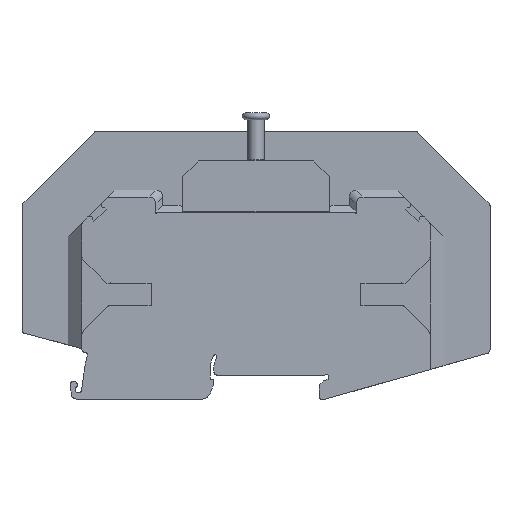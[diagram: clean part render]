
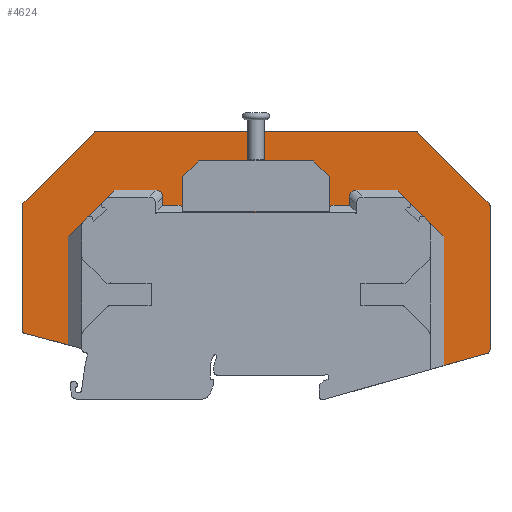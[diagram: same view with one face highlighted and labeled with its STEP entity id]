
A CAD part, front view. The second image highlights one B-rep face of the part: STEP entity #4624.
In plain terms, the highlighted planar face has unit normal (0, -1, 0).
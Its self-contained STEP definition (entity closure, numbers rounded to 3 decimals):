
#24=ELLIPSE('',#4921,4.936,2.85);
#25=ELLIPSE('',#4928,4.936,2.85);
#144=LINE('',#6476,#472);
#168=LINE('',#6543,#496);
#210=LINE('',#6657,#538);
#218=LINE('',#6671,#546);
#221=LINE('',#6677,#549);
#225=LINE('',#6685,#553);
#226=LINE('',#6687,#554);
#227=LINE('',#6691,#555);
#228=LINE('',#6693,#556);
#229=LINE('',#6696,#557);
#230=LINE('',#6700,#558);
#231=LINE('',#6704,#559);
#232=LINE('',#6708,#560);
#233=LINE('',#6712,#561);
#234=LINE('',#6716,#562);
#235=LINE('',#6717,#563);
#236=LINE('',#6719,#564);
#237=LINE('',#6723,#565);
#238=LINE('',#6725,#566);
#239=LINE('',#6727,#567);
#472=VECTOR('',#5424,1000.);
#496=VECTOR('',#5490,1000.);
#538=VECTOR('',#5610,1000.);
#546=VECTOR('',#5622,1000.);
#549=VECTOR('',#5627,1000.);
#553=VECTOR('',#5633,1000.);
#554=VECTOR('',#5636,1000.);
#555=VECTOR('',#5639,1000.);
#556=VECTOR('',#5640,1000.);
#557=VECTOR('',#5643,1000.);
#558=VECTOR('',#5646,1000.);
#559=VECTOR('',#5649,1000.);
#560=VECTOR('',#5652,1000.);
#561=VECTOR('',#5655,1000.);
#562=VECTOR('',#5658,1000.);
#563=VECTOR('',#5659,1000.);
#564=VECTOR('',#5660,1000.);
#565=VECTOR('',#5663,1000.);
#566=VECTOR('',#5664,1000.);
#567=VECTOR('',#5665,1000.);
#760=PLANE('',#4920);
#1266=ORIENTED_EDGE('',*,*,#2078,.T.);
#1267=ORIENTED_EDGE('',*,*,#2085,.F.);
#1268=ORIENTED_EDGE('',*,*,#2081,.T.);
#1269=ORIENTED_EDGE('',*,*,#2086,.F.);
#1270=ORIENTED_EDGE('',*,*,#2087,.T.);
#1271=ORIENTED_EDGE('',*,*,#2088,.T.);
#1272=ORIENTED_EDGE('',*,*,#2089,.F.);
#1273=ORIENTED_EDGE('',*,*,#1979,.T.);
#1274=ORIENTED_EDGE('',*,*,#2070,.T.);
#1275=ORIENTED_EDGE('',*,*,#2090,.F.);
#1276=ORIENTED_EDGE('',*,*,#2091,.F.);
#1277=ORIENTED_EDGE('',*,*,#2092,.F.);
#1278=ORIENTED_EDGE('',*,*,#2093,.F.);
#1279=ORIENTED_EDGE('',*,*,#2094,.F.);
#1280=ORIENTED_EDGE('',*,*,#2095,.T.);
#1281=ORIENTED_EDGE('',*,*,#2096,.F.);
#1282=ORIENTED_EDGE('',*,*,#2097,.F.);
#1283=ORIENTED_EDGE('',*,*,#2098,.F.);
#1284=ORIENTED_EDGE('',*,*,#2099,.T.);
#1285=ORIENTED_EDGE('',*,*,#2100,.F.);
#1286=ORIENTED_EDGE('',*,*,#2101,.F.);
#1287=ORIENTED_EDGE('',*,*,#2012,.T.);
#1288=ORIENTED_EDGE('',*,*,#2102,.F.);
#1289=ORIENTED_EDGE('',*,*,#2103,.T.);
#1290=ORIENTED_EDGE('',*,*,#2104,.T.);
#1291=ORIENTED_EDGE('',*,*,#2105,.T.);
#1292=ORIENTED_EDGE('',*,*,#2106,.T.);
#1293=ORIENTED_EDGE('',*,*,#2107,.F.);
#1979=EDGE_CURVE('',#2444,#2442,#144,.T.);
#2012=EDGE_CURVE('',#2466,#2465,#168,.T.);
#2070=EDGE_CURVE('',#2442,#2499,#210,.T.);
#2078=EDGE_CURVE('',#2503,#2502,#218,.T.);
#2081=EDGE_CURVE('',#2505,#2506,#221,.T.);
#2085=EDGE_CURVE('',#2505,#2502,#225,.T.);
#2086=EDGE_CURVE('',#2508,#2506,#226,.T.);
#2087=EDGE_CURVE('',#2508,#2509,#24,.T.);
#2088=EDGE_CURVE('',#2509,#2510,#227,.T.);
#2089=EDGE_CURVE('',#2444,#2510,#228,.T.);
#2090=EDGE_CURVE('',#2511,#2499,#2724,.T.);
#2091=EDGE_CURVE('',#2512,#2511,#229,.T.);
#2092=EDGE_CURVE('',#2513,#2512,#2725,.T.);
#2093=EDGE_CURVE('',#2514,#2513,#230,.T.);
#2094=EDGE_CURVE('',#2515,#2514,#2726,.T.);
#2095=EDGE_CURVE('',#2515,#2516,#231,.T.);
#2096=EDGE_CURVE('',#2517,#2516,#2727,.T.);
#2097=EDGE_CURVE('',#2518,#2517,#232,.T.);
#2098=EDGE_CURVE('',#2519,#2518,#2728,.T.);
#2099=EDGE_CURVE('',#2519,#2520,#233,.T.);
#2100=EDGE_CURVE('',#2521,#2520,#2729,.T.);
#2101=EDGE_CURVE('',#2466,#2521,#234,.T.);
#2102=EDGE_CURVE('',#2522,#2465,#235,.T.);
#2103=EDGE_CURVE('',#2522,#2523,#236,.T.);
#2104=EDGE_CURVE('',#2523,#2524,#25,.T.);
#2105=EDGE_CURVE('',#2524,#2525,#237,.T.);
#2106=EDGE_CURVE('',#2525,#2526,#238,.T.);
#2107=EDGE_CURVE('',#2503,#2526,#239,.T.);
#2442=VERTEX_POINT('',#6474);
#2444=VERTEX_POINT('',#6477);
#2465=VERTEX_POINT('',#6542);
#2466=VERTEX_POINT('',#6544);
#2499=VERTEX_POINT('',#6658);
#2502=VERTEX_POINT('',#6670);
#2503=VERTEX_POINT('',#6672);
#2505=VERTEX_POINT('',#6678);
#2506=VERTEX_POINT('',#6679);
#2508=VERTEX_POINT('',#6688);
#2509=VERTEX_POINT('',#6690);
#2510=VERTEX_POINT('',#6692);
#2511=VERTEX_POINT('',#6695);
#2512=VERTEX_POINT('',#6697);
#2513=VERTEX_POINT('',#6699);
#2514=VERTEX_POINT('',#6701);
#2515=VERTEX_POINT('',#6703);
#2516=VERTEX_POINT('',#6705);
#2517=VERTEX_POINT('',#6707);
#2518=VERTEX_POINT('',#6709);
#2519=VERTEX_POINT('',#6711);
#2520=VERTEX_POINT('',#6713);
#2521=VERTEX_POINT('',#6715);
#2522=VERTEX_POINT('',#6718);
#2523=VERTEX_POINT('',#6720);
#2524=VERTEX_POINT('',#6722);
#2525=VERTEX_POINT('',#6724);
#2526=VERTEX_POINT('',#6726);
#2724=CIRCLE('',#4922,1.);
#2725=CIRCLE('',#4923,1.);
#2726=CIRCLE('',#4924,1.);
#2727=CIRCLE('',#4925,1.);
#2728=CIRCLE('',#4926,1.);
#2729=CIRCLE('',#4927,1.);
#2877=EDGE_LOOP('',(#1266,#1267,#1268,#1269,#1270,#1271,#1272,#1273,#1274,
#1275,#1276,#1277,#1278,#1279,#1280,#1281,#1282,#1283,#1284,#1285,#1286,
#1287,#1288,#1289,#1290,#1291,#1292,#1293));
#3085=FACE_BOUND('',#2877,.T.);
#4624=ADVANCED_FACE('',(#3085),#760,.F.);
#4920=AXIS2_PLACEMENT_3D('',#6686,#5634,#5635);
#4921=AXIS2_PLACEMENT_3D('',#6689,#5637,#5638);
#4922=AXIS2_PLACEMENT_3D('',#6694,#5641,#5642);
#4923=AXIS2_PLACEMENT_3D('',#6698,#5644,#5645);
#4924=AXIS2_PLACEMENT_3D('',#6702,#5647,#5648);
#4925=AXIS2_PLACEMENT_3D('',#6706,#5650,#5651);
#4926=AXIS2_PLACEMENT_3D('',#6710,#5653,#5654);
#4927=AXIS2_PLACEMENT_3D('',#6714,#5656,#5657);
#4928=AXIS2_PLACEMENT_3D('',#6721,#5661,#5662);
#5424=DIRECTION('',(0.,0.,-1.));
#5490=DIRECTION('',(0.,0.,1.));
#5610=DIRECTION('',(0.962,0.,0.273));
#5622=DIRECTION('',(1.,0.,0.));
#5627=DIRECTION('',(1.,0.,0.));
#5633=DIRECTION('',(-0.707,0.,-0.707));
#5634=DIRECTION('',(0.,1.,0.));
#5635=DIRECTION('',(-1.,0.,0.));
#5636=DIRECTION('',(0.,0.,-1.));
#5637=DIRECTION('',(0.,1.,0.));
#5638=DIRECTION('',(0.707,0.,-0.707));
#5639=DIRECTION('',(1.,0.,0.));
#5640=DIRECTION('',(-0.707,0.,0.707));
#5641=DIRECTION('',(0.,1.,0.));
#5642=DIRECTION('',(-1.,0.,0.));
#5643=DIRECTION('',(0.,0.,-1.));
#5644=DIRECTION('',(0.,1.,0.));
#5645=DIRECTION('',(-1.,0.,0.));
#5646=DIRECTION('',(0.707,0.,-0.707));
#5647=DIRECTION('',(0.,1.,0.));
#5648=DIRECTION('',(-1.,0.,0.));
#5649=DIRECTION('',(-1.,0.,0.));
#5650=DIRECTION('',(0.,1.,0.));
#5651=DIRECTION('',(-1.,0.,0.));
#5652=DIRECTION('',(0.707,0.,0.707));
#5653=DIRECTION('',(0.,1.,0.));
#5654=DIRECTION('',(-1.,0.,0.));
#5655=DIRECTION('',(0.,0.,-1.));
#5656=DIRECTION('',(0.,1.,0.));
#5657=DIRECTION('',(-1.,0.,0.));
#5658=DIRECTION('',(-0.966,0.,0.259));
#5659=DIRECTION('',(-0.707,0.,-0.707));
#5660=DIRECTION('',(1.,0.,0.));
#5661=DIRECTION('',(0.,1.,0.));
#5662=DIRECTION('',(0.707,0.,0.707));
#5663=DIRECTION('',(0.,0.,-1.));
#5664=DIRECTION('',(1.,0.,0.));
#5665=DIRECTION('',(-0.707,0.,0.707));
#6474=CARTESIAN_POINT('',(55.35,7.75,-26.649));
#6476=CARTESIAN_POINT('',(55.35,7.75,121.063));
#6477=CARTESIAN_POINT('',(55.35,7.75,11.369));
#6542=CARTESIAN_POINT('',(-55.35,7.75,11.369));
#6543=CARTESIAN_POINT('',(-55.35,7.75,121.063));
#6544=CARTESIAN_POINT('',(-55.35,7.75,-20.559));
#6657=CARTESIAN_POINT('',(-19.856,7.75,-47.959));
#6658=CARTESIAN_POINT('',(68.273,7.75,-22.987));
#6670=CARTESIAN_POINT('',(20.4,7.75,18.6));
#6671=CARTESIAN_POINT('',(-22.9,7.75,18.6));
#6672=CARTESIAN_POINT('',(-20.4,7.75,18.6));
#6677=CARTESIAN_POINT('',(-67.75,7.75,20.6));
#6678=CARTESIAN_POINT('',(22.4,7.75,20.6));
#6679=CARTESIAN_POINT('',(27.55,7.75,20.6));
#6685=CARTESIAN_POINT('',(20.4,7.75,18.6));
#6686=CARTESIAN_POINT('',(-67.75,7.75,121.063));
#6687=CARTESIAN_POINT('',(27.55,7.75,178.319));
#6688=CARTESIAN_POINT('',(27.55,7.75,23.035));
#6689=CARTESIAN_POINT('',(31.581,7.75,21.019));
#6690=CARTESIAN_POINT('',(29.565,7.75,25.05));
#6691=CARTESIAN_POINT('',(-67.75,7.75,25.05));
#6692=CARTESIAN_POINT('',(41.669,7.75,25.05));
#6693=CARTESIAN_POINT('',(43.669,7.75,23.05));
#6694=CARTESIAN_POINT('',(68.,7.75,-22.025));
#6695=CARTESIAN_POINT('',(69.,7.75,-22.025));
#6696=CARTESIAN_POINT('',(69.,7.75,121.063));
#6697=CARTESIAN_POINT('',(69.,7.75,20.498));
#6698=CARTESIAN_POINT('',(68.,7.75,20.498));
#6699=CARTESIAN_POINT('',(68.707,7.75,21.205));
#6700=CARTESIAN_POINT('',(47.412,7.75,42.5));
#6701=CARTESIAN_POINT('',(47.705,7.75,42.207));
#6702=CARTESIAN_POINT('',(46.998,7.75,41.5));
#6703=CARTESIAN_POINT('',(46.998,7.75,42.5));
#6704=CARTESIAN_POINT('',(89.813,7.75,42.5));
#6705=CARTESIAN_POINT('',(-46.998,7.75,42.5));
#6706=CARTESIAN_POINT('',(-46.998,7.75,41.5));
#6707=CARTESIAN_POINT('',(-47.705,7.75,42.207));
#6708=CARTESIAN_POINT('',(-47.412,7.75,42.5));
#6709=CARTESIAN_POINT('',(-68.707,7.75,21.205));
#6710=CARTESIAN_POINT('',(-68.,7.75,20.498));
#6711=CARTESIAN_POINT('',(-69.,7.75,20.498));
#6712=CARTESIAN_POINT('',(-69.,7.75,121.063));
#6713=CARTESIAN_POINT('',(-69.,7.75,-16.134));
#6714=CARTESIAN_POINT('',(-68.,7.75,-16.134));
#6715=CARTESIAN_POINT('',(-68.259,7.75,-17.1));
#6716=CARTESIAN_POINT('',(-102.763,7.75,-7.855));
#6717=CARTESIAN_POINT('',(-43.669,7.75,23.05));
#6718=CARTESIAN_POINT('',(-41.669,7.75,25.05));
#6719=CARTESIAN_POINT('',(-67.75,7.75,25.05));
#6720=CARTESIAN_POINT('',(-29.565,7.75,25.05));
#6721=CARTESIAN_POINT('',(-31.581,7.75,21.019));
#6722=CARTESIAN_POINT('',(-27.55,7.75,23.035));
#6723=CARTESIAN_POINT('',(-27.55,7.75,178.319));
#6724=CARTESIAN_POINT('',(-27.55,7.75,20.6));
#6725=CARTESIAN_POINT('',(-67.75,7.75,20.6));
#6726=CARTESIAN_POINT('',(-22.4,7.75,20.6));
#6727=CARTESIAN_POINT('',(-22.4,7.75,20.6));
